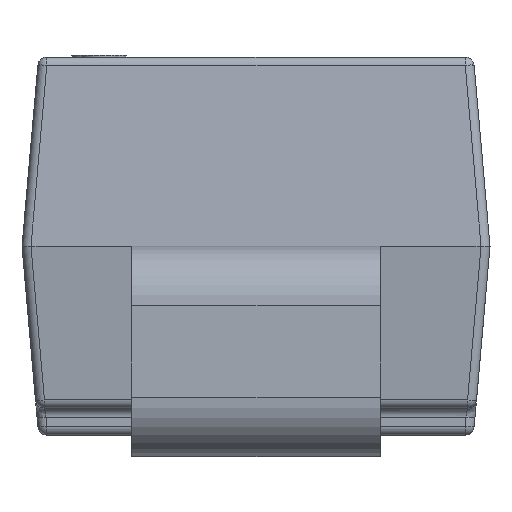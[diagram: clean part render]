
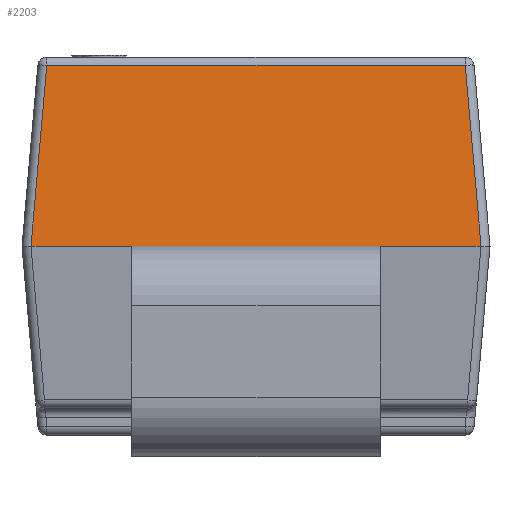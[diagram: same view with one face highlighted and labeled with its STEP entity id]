
A CAD part, left-side view. The second image highlights one B-rep face of the part: STEP entity #2203.
In plain terms, the highlighted planar face has unit normal (-0.996, 0, 0.087).
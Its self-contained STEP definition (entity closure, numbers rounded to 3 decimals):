
#30 = CARTESIAN_POINT ( 'NONE',  ( -2.15, -1.3, 0. ) ) ;
#70 = LINE ( 'NONE', #5774, #14695 ) ;
#559 = EDGE_CURVE ( 'NONE', #12716, #12178, #2826, .T. ) ;
#949 = CARTESIAN_POINT ( 'NONE',  ( -2.062, 1.162, 1.004 ) ) ;
#1450 = EDGE_CURVE ( 'NONE', #12178, #7574, #6097, .T. ) ;
#1747 = LINE ( 'NONE', #8667, #4964 ) ;
#1806 = CARTESIAN_POINT ( 'NONE',  ( -2.062, -1.3, 1.004 ) ) ;
#1849 = AXIS2_PLACEMENT_3D ( 'NONE', #6667, #8953, #14632 ) ;
#1861 = DIRECTION ( 'NONE',  ( 0.087, 0.087, 0.992 ) ) ;
#2078 = VERTEX_POINT ( 'NONE', #7392 ) ;
#2104 = LINE ( 'NONE', #30, #13017 ) ;
#2203 = ADVANCED_FACE ( 'NONE', ( #5357 ), #12377, .T. ) ;
#2270 = EDGE_CURVE ( 'NONE', #2078, #8395, #2104, .T. ) ;
#2780 = VECTOR ( 'NONE', #10116, 1000. ) ;
#2826 = LINE ( 'NONE', #12064, #7760 ) ;
#2865 = DIRECTION ( 'NONE',  ( -0.087, 0.087, -0.992 ) ) ;
#3140 = ORIENTED_EDGE ( 'NONE', *, *, #559, .T. ) ;
#3598 = ORIENTED_EDGE ( 'NONE', *, *, #13498, .T. ) ;
#4964 = VECTOR ( 'NONE', #2865, 1000. ) ;
#5142 = DIRECTION ( 'NONE',  ( 0., 1., 0. ) ) ;
#5158 = DIRECTION ( 'NONE',  ( 0., -1., 0. ) ) ;
#5353 = CARTESIAN_POINT ( 'NONE',  ( -2.15, 0.69, 0. ) ) ;
#5357 = FACE_OUTER_BOUND ( 'NONE', #6766, .T. ) ;
#5558 = LINE ( 'NONE', #6633, #2780 ) ;
#5601 = CARTESIAN_POINT ( 'NONE',  ( -2.062, -1.162, 1.004 ) ) ;
#5774 = CARTESIAN_POINT ( 'NONE',  ( -2.15, -1.3, 0. ) ) ;
#6097 = LINE ( 'NONE', #1806, #13601 ) ;
#6633 = CARTESIAN_POINT ( 'NONE',  ( -2.15, -1.3, 0. ) ) ;
#6667 = CARTESIAN_POINT ( 'NONE',  ( -2.15, -1.3, 0. ) ) ;
#6766 = EDGE_LOOP ( 'NONE', ( #3140, #14712, #3598, #14693, #11479, #12677 ) ) ;
#6992 = CARTESIAN_POINT ( 'NONE',  ( -2.15, -1.25, 0. ) ) ;
#7392 = CARTESIAN_POINT ( 'NONE',  ( -2.15, 1.25, 0. ) ) ;
#7574 = VERTEX_POINT ( 'NONE', #949 ) ;
#7648 = EDGE_CURVE ( 'NONE', #11858, #12716, #5558, .T. ) ;
#7736 = CARTESIAN_POINT ( 'NONE',  ( -2.15, -0.69, 0. ) ) ;
#7760 = VECTOR ( 'NONE', #1861, 1000. ) ;
#8395 = VERTEX_POINT ( 'NONE', #5353 ) ;
#8667 = CARTESIAN_POINT ( 'NONE',  ( -2.131, 1.231, 0.22 ) ) ;
#8953 = DIRECTION ( 'NONE',  ( -0.996, 0., 0.087 ) ) ;
#10116 = DIRECTION ( 'NONE',  ( 0., -1., 0. ) ) ;
#11454 = EDGE_CURVE ( 'NONE', #8395, #11858, #70, .T. ) ;
#11479 = ORIENTED_EDGE ( 'NONE', *, *, #11454, .T. ) ;
#11858 = VERTEX_POINT ( 'NONE', #7736 ) ;
#12064 = CARTESIAN_POINT ( 'NONE',  ( -2.15, -1.251, -0.004 ) ) ;
#12178 = VERTEX_POINT ( 'NONE', #5601 ) ;
#12377 = PLANE ( 'NONE',  #1849 ) ;
#12677 = ORIENTED_EDGE ( 'NONE', *, *, #7648, .T. ) ;
#12716 = VERTEX_POINT ( 'NONE', #6992 ) ;
#13017 = VECTOR ( 'NONE', #5158, 1000. ) ;
#13498 = EDGE_CURVE ( 'NONE', #7574, #2078, #1747, .T. ) ;
#13601 = VECTOR ( 'NONE', #5142, 1000. ) ;
#13859 = DIRECTION ( 'NONE',  ( 0., -1., 0. ) ) ;
#14632 = DIRECTION ( 'NONE',  ( 0.087, 0., 0.996 ) ) ;
#14693 = ORIENTED_EDGE ( 'NONE', *, *, #2270, .T. ) ;
#14695 = VECTOR ( 'NONE', #13859, 1000. ) ;
#14712 = ORIENTED_EDGE ( 'NONE', *, *, #1450, .T. ) ;
